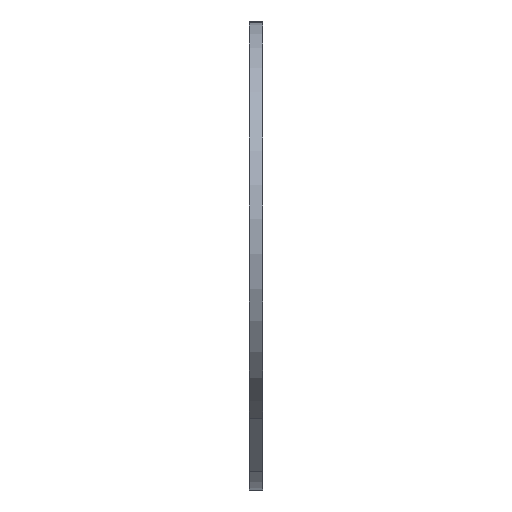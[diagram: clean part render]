
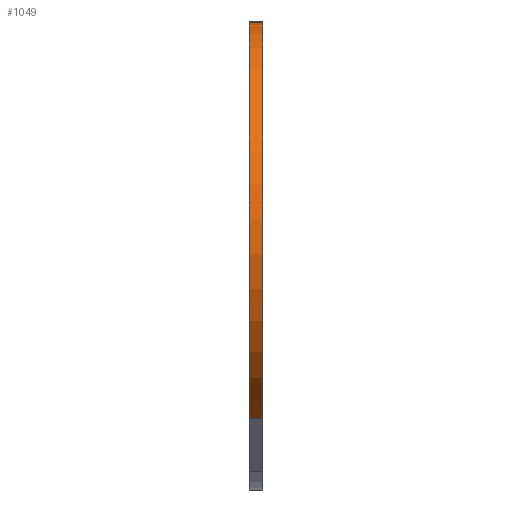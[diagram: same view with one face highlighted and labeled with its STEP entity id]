
A CAD part, front view. The second image highlights one B-rep face of the part: STEP entity #1049.
In plain terms, the highlighted cylindrical face has radius 45.71 mm (diameter 91.42 mm), a partial arc.
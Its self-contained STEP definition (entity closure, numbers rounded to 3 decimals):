
#121=FACE_OUTER_BOUND('',#217,.T.);
#217=EDGE_LOOP('',(#947,#948,#949,#950));
#293=LINE('',#1780,#369);
#294=LINE('',#1782,#370);
#369=VECTOR('',#1483,10.);
#370=VECTOR('',#1486,10.);
#419=CIRCLE('',#1141,45.71);
#434=CIRCLE('',#1157,45.71);
#507=VERTEX_POINT('',#1682);
#508=VERTEX_POINT('',#1684);
#529=VERTEX_POINT('',#1730);
#530=VERTEX_POINT('',#1732);
#628=EDGE_CURVE('',#507,#508,#419,.T.);
#653=EDGE_CURVE('',#529,#530,#434,.T.);
#677=EDGE_CURVE('',#507,#530,#293,.T.);
#678=EDGE_CURVE('',#508,#529,#294,.T.);
#947=ORIENTED_EDGE('',*,*,#628,.F.);
#948=ORIENTED_EDGE('',*,*,#677,.T.);
#949=ORIENTED_EDGE('',*,*,#653,.F.);
#950=ORIENTED_EDGE('',*,*,#678,.F.);
#1002=CYLINDRICAL_SURFACE('',#1181,45.71);
#1049=ADVANCED_FACE('',(#121),#1002,.T.);
#1141=AXIS2_PLACEMENT_3D('',#1685,#1378,#1379);
#1157=AXIS2_PLACEMENT_3D('',#1733,#1420,#1421);
#1181=AXIS2_PLACEMENT_3D('',#1781,#1484,#1485);
#1378=DIRECTION('center_axis',(-1.,0.,0.));
#1379=DIRECTION('ref_axis',(0.,-0.427,-0.904));
#1420=DIRECTION('center_axis',(1.,0.,0.));
#1421=DIRECTION('ref_axis',(0.,-0.427,-0.904));
#1483=DIRECTION('',(1.,0.,0.));
#1484=DIRECTION('center_axis',(1.,0.,0.));
#1485=DIRECTION('ref_axis',(0.,-0.427,-0.904));
#1486=DIRECTION('',(1.,0.,0.));
#1682=CARTESIAN_POINT('',(-102.171,-426.105,-41.621));
#1684=CARTESIAN_POINT('',(-102.171,-406.596,45.426));
#1685=CARTESIAN_POINT('Origin',(-102.171,-406.596,-0.284));
#1730=CARTESIAN_POINT('',(-99.171,-406.596,45.426));
#1732=CARTESIAN_POINT('',(-99.171,-426.105,-41.621));
#1733=CARTESIAN_POINT('Origin',(-99.171,-406.596,-0.284));
#1780=CARTESIAN_POINT('',(-102.171,-426.105,-41.621));
#1781=CARTESIAN_POINT('Origin',(-102.171,-406.596,-0.284));
#1782=CARTESIAN_POINT('',(-102.171,-406.596,45.426));
